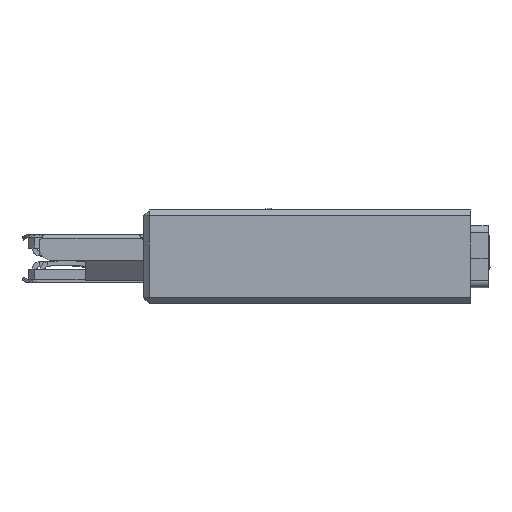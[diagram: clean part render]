
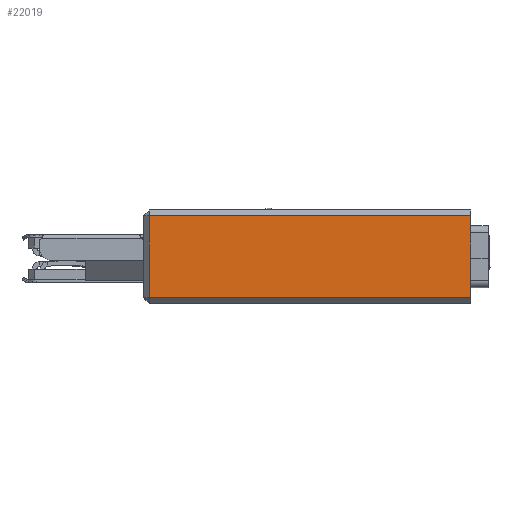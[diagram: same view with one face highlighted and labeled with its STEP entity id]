
A CAD part, top view. The second image highlights one B-rep face of the part: STEP entity #22019.
In plain terms, the highlighted planar face has unit normal (0, 0, 1).
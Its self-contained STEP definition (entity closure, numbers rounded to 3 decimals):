
#605 = EDGE_CURVE ( 'Defeature ausgef�hrt1_39+Defeature ausgef�hrt1_43+Defeature ausgef�hrt1_46+Defeature ausgef�hrt1_44', #8865, #42049, #30616, .T. ) ;
#841 = CARTESIAN_POINT ( 'NONE',  ( -0.043, 10.589, 10. ) ) ;
#3543 = EDGE_CURVE ( 'Defeature ausgef�hrt1_39+Defeature ausgef�hrt1_45+Defeature ausgef�hrt1_44+Defeature ausgef�hrt1_46', #33548, #15436, #41625, .T. ) ;
#4191 = DIRECTION ( 'NONE',  ( -1., 0., 0. ) ) ;
#4253 = DIRECTION ( 'NONE',  ( 1., 0., 0. ) ) ;
#4909 = CARTESIAN_POINT ( 'NONE',  ( -0.043, 3.089, 10. ) ) ;
#8865 = VERTEX_POINT ( 'NONE', #36737 ) ;
#9504 = CARTESIAN_POINT ( 'NONE',  ( 27.957, 3.089, 10. ) ) ;
#10712 = FACE_OUTER_BOUND ( 'NONE', #33636, .T. ) ;
#11027 = CARTESIAN_POINT ( 'NONE',  ( 27.957, 10.589, 10. ) ) ;
#11627 = PLANE ( 'NONE',  #22293 ) ;
#12459 = DIRECTION ( 'NONE',  ( -1., 0., 0. ) ) ;
#13132 = DIRECTION ( 'NONE',  ( 0., 1., 0. ) ) ;
#14496 = DIRECTION ( 'NONE',  ( 0., -1., 0. ) ) ;
#14877 = VECTOR ( 'NONE', #4191, 1000. ) ;
#15361 = CARTESIAN_POINT ( 'NONE',  ( 0.457, 3.589, 10. ) ) ;
#15436 = VERTEX_POINT ( 'NONE', #15361 ) ;
#15945 = ORIENTED_EDGE ( 'NONE', *, *, #35747, .T. ) ;
#17751 = CARTESIAN_POINT ( 'NONE',  ( 0.457, 3.089, 10. ) ) ;
#21874 = EDGE_CURVE ( 'Defeature ausgef�hrt1_39+Defeature ausgef�hrt1_44+Defeature ausgef�hrt1_43+Defeature ausgef�hrt1_45', #42049, #33548, #23761, .T. ) ;
#22019 = ADVANCED_FACE ( 'Defeature ausgef�hrt1_39', ( #10712 ), #11627, .F. ) ;
#22293 = AXIS2_PLACEMENT_3D ( 'NONE', #4909, #31503, #12459 ) ;
#22744 = VECTOR ( 'NONE', #13132, 1000. ) ;
#23012 = VECTOR ( 'NONE', #4253, 1000. ) ;
#23761 = LINE ( 'NONE', #841, #14877 ) ;
#23843 = VECTOR ( 'NONE', #14496, 1000. ) ;
#29410 = ORIENTED_EDGE ( 'NONE', *, *, #21874, .T. ) ;
#30555 = CARTESIAN_POINT ( 'NONE',  ( -0.043, 3.589, 10. ) ) ;
#30616 = LINE ( 'NONE', #9504, #22744 ) ;
#31503 = DIRECTION ( 'NONE',  ( 0., 0., -1. ) ) ;
#33548 = VERTEX_POINT ( 'NONE', #37666 ) ;
#33636 = EDGE_LOOP ( 'NONE', ( #34579, #29410, #36267, #15945 ) ) ;
#34579 = ORIENTED_EDGE ( 'NONE', *, *, #605, .T. ) ;
#35747 = EDGE_CURVE ( 'Defeature ausgef�hrt1_39+Defeature ausgef�hrt1_46+Defeature ausgef�hrt1_45+Defeature ausgef�hrt1_43', #15436, #8865, #38186, .T. ) ;
#36267 = ORIENTED_EDGE ( 'NONE', *, *, #3543, .T. ) ;
#36737 = CARTESIAN_POINT ( 'NONE',  ( 27.957, 3.589, 10. ) ) ;
#37666 = CARTESIAN_POINT ( 'NONE',  ( 0.457, 10.589, 10. ) ) ;
#38186 = LINE ( 'NONE', #30555, #23012 ) ;
#41625 = LINE ( 'NONE', #17751, #23843 ) ;
#42049 = VERTEX_POINT ( 'NONE', #11027 ) ;
